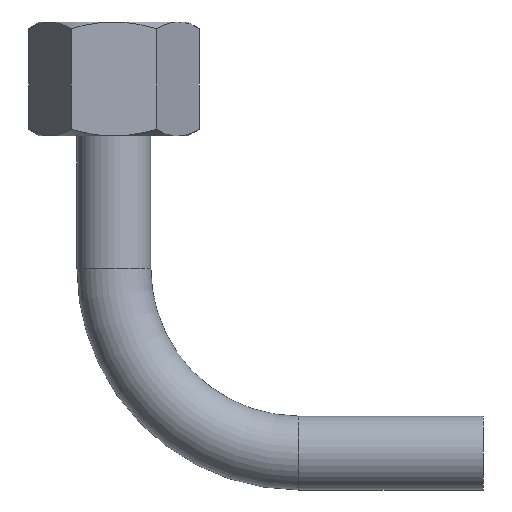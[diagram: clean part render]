
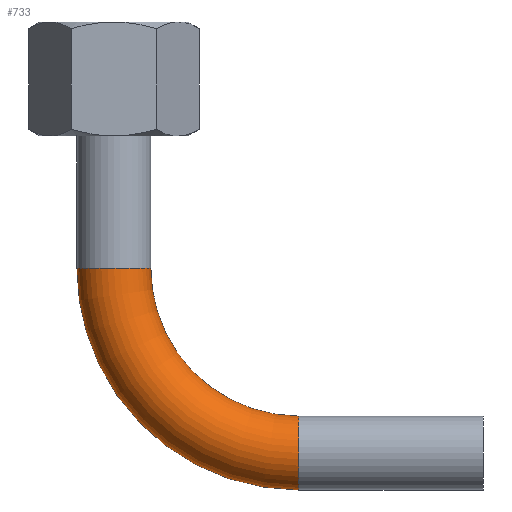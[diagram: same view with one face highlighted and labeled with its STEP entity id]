
A CAD part, left-side view. The second image highlights one B-rep face of the part: STEP entity #733.
In plain terms, the highlighted toroidal (fillet/blend) face has major radius 30 mm and minor radius 6 mm.
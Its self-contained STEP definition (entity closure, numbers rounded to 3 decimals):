
#39=TOROIDAL_SURFACE('',#800,30.,6.);
#74=CIRCLE('',#781,6.);
#80=CIRCLE('',#801,6.);
#193=ORIENTED_EDGE('',*,*,#257,.T.);
#194=ORIENTED_EDGE('',*,*,#241,.T.);
#241=EDGE_CURVE('',#292,#292,#74,.T.);
#257=EDGE_CURVE('',#298,#298,#80,.T.);
#292=VERTEX_POINT('',#1098);
#298=VERTEX_POINT('',#1146);
#371=EDGE_LOOP('',(#193));
#372=EDGE_LOOP('',(#194));
#425=FACE_BOUND('',#371,.T.);
#426=FACE_BOUND('',#372,.T.);
#733=ADVANCED_FACE('',(#425,#426),#39,.T.);
#781=AXIS2_PLACEMENT_3D('',#1097,#887,#888);
#800=AXIS2_PLACEMENT_3D('',#1144,#931,#932);
#801=AXIS2_PLACEMENT_3D('',#1145,#933,#934);
#887=DIRECTION('',(0.,0.,-1.));
#888=DIRECTION('',(-1.,0.,0.));
#931=DIRECTION('',(1.,0.,0.));
#932=DIRECTION('',(0.,0.,-1.));
#933=DIRECTION('',(0.,1.,0.));
#934=DIRECTION('',(1.,0.,0.));
#1097=CARTESIAN_POINT('',(0.,0.,-38.));
#1098=CARTESIAN_POINT('',(-6.,0.,-38.));
#1144=CARTESIAN_POINT('',(0.,-30.,-38.));
#1145=CARTESIAN_POINT('',(0.,-30.,-68.));
#1146=CARTESIAN_POINT('',(6.,-30.,-68.));
